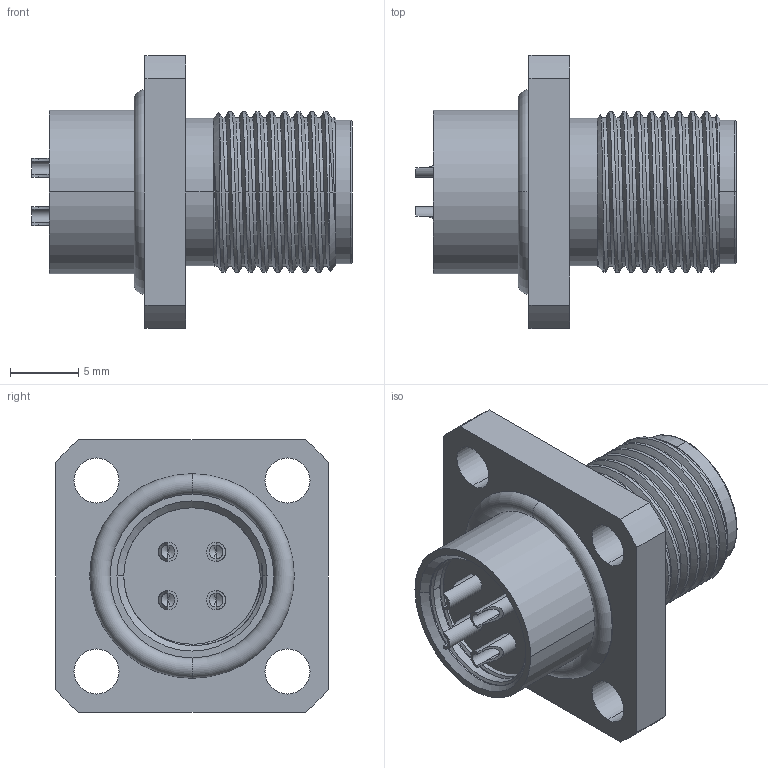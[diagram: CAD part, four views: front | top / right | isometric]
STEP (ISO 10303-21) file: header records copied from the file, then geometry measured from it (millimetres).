
FILE_DESCRIPTION (( 'STEP AP214' ), '1' );
FILE_NAME ('55-00244.STEP', '2024-04-09T18:41:44', ( '' ), ( '' ), 'SwSTEP 2.0', 'SolidWorks 2021', '' );
FILE_SCHEMA (( 'AUTOMOTIVE_DESIGN' ));
Length unit declared in the file: millimetre
Products named in the file (5): 55-00244-03___; 55-00244-02___; 55-00244; 55-00244-04___; 55-00244-01___
Assembly tree (7 placements, depth 2):
  55-00244
    55-00244-01___
    55-00244-02___
    55-00244-03___  x4
    55-00244-04___
Bounding box: 23.5 x 20 x 20 mm (x, y, z)
Volume: 2440.3 mm3; surface area: 4371.9 mm2
Topology: 7 solids, 7 shells, 298 faces, 702 edges, 438 vertices
Faces by surface type: cylinder 157, plane 60, cone 37, torus 30, sphere 8, bspline 6
Entity records: 8553 total; most frequent: CARTESIAN_POINT 3850, ORIENTED_EDGE 968, DIRECTION 945, EDGE_CURVE 484, AXIS2_PLACEMENT_3D 384, VERTEX_POINT 312, EDGE_LOOP 232, ADVANCED_FACE 196
